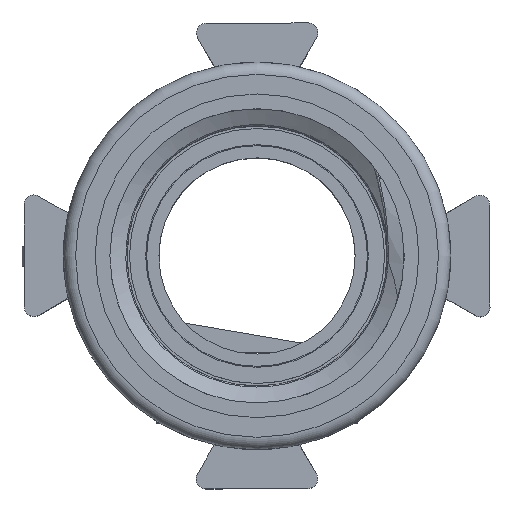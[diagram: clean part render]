
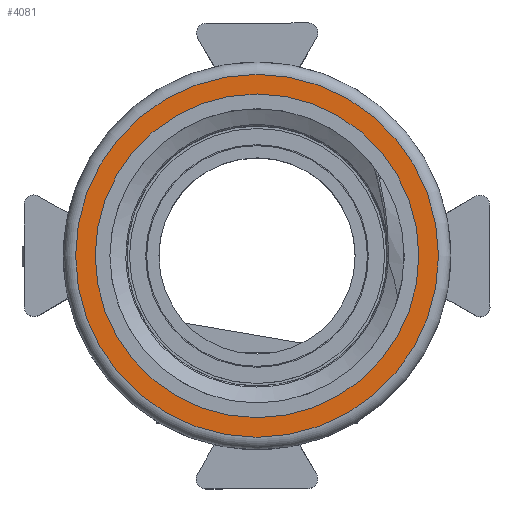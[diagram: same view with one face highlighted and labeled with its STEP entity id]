
A CAD part, top view. The second image highlights one B-rep face of the part: STEP entity #4081.
In plain terms, the highlighted planar face has unit normal (0, 0, 1).
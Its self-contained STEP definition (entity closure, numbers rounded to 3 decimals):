
#53=FACE_BOUND('',#631,.T.);
#147=PLANE('',#4507);
#370=FACE_OUTER_BOUND('',#630,.T.);
#630=EDGE_LOOP('',(#3538));
#631=EDGE_LOOP('',(#3539));
#806=CIRCLE('',#4409,33.);
#865=CIRCLE('',#4506,37.);
#1807=VERTEX_POINT('',#13808);
#1905=VERTEX_POINT('',#14249);
#2326=EDGE_CURVE('',#1807,#1807,#806,.T.);
#2464=EDGE_CURVE('',#1905,#1905,#865,.T.);
#3538=ORIENTED_EDGE('',*,*,#2464,.F.);
#3539=ORIENTED_EDGE('',*,*,#2326,.T.);
#4081=ADVANCED_FACE('',(#370,#53),#147,.F.);
#4409=AXIS2_PLACEMENT_3D('',#13809,#5264,#5265);
#4506=AXIS2_PLACEMENT_3D('',#14251,#5513,#5514);
#4507=AXIS2_PLACEMENT_3D('',#14252,#5515,#5516);
#5264=DIRECTION('center_axis',(0.,0.,-1.));
#5265=DIRECTION('ref_axis',(-1.,0.,0.));
#5513=DIRECTION('center_axis',(0.,0.,-1.));
#5514=DIRECTION('ref_axis',(-1.,0.,0.));
#5515=DIRECTION('center_axis',(0.,0.,-1.));
#5516=DIRECTION('ref_axis',(-1.,0.,0.));
#13808=CARTESIAN_POINT('',(33.,0.,63.3));
#13809=CARTESIAN_POINT('Origin',(0.,0.,63.3));
#14249=CARTESIAN_POINT('',(37.,0.,63.3));
#14251=CARTESIAN_POINT('Origin',(0.,0.,63.3));
#14252=CARTESIAN_POINT('Origin',(0.,0.,63.3));
